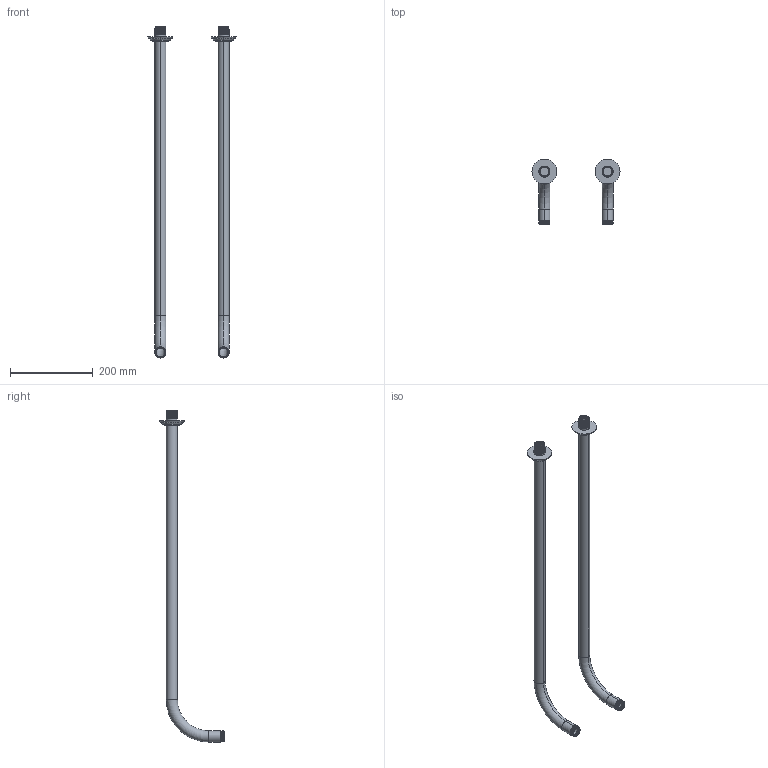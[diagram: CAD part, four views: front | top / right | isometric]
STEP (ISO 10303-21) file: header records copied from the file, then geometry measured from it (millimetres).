
FILE_DESCRIPTION((''),'2;1');
FILE_NAME('3-196_','2025-04-21T16:55:43',('SwamiS'),(''),'CREO PARAMETRIC BY PTC INC, 2023134','CREO PARAMETRIC BY PTC INC, 2023134','');
FILE_SCHEMA(('CONFIG_CONTROL_DESIGN'));
Length unit declared in the file: inch
Products named in the file (1): 3-196_
Bounding box: 212.34 x 156.97 x 800.86 mm (x, y, z)
Volume: 452020.1 mm3; surface area: 274544.2 mm2
Topology: 2 solids, 2 shells, 164 faces, 402 edges, 254 vertices
Faces by surface type: cone 48, cylinder 44, bspline 28, torus 24, plane 20
Entity records: 16240 total; most frequent: CARTESIAN_POINT 12662, ORIENTED_EDGE 804, DIRECTION 620, EDGE_CURVE 402, AXIS2_PLACEMENT_3D 254, VERTEX_POINT 254, EDGE_LOOP 176, B_SPLINE_CURVE_WITH_KNOTS 172
